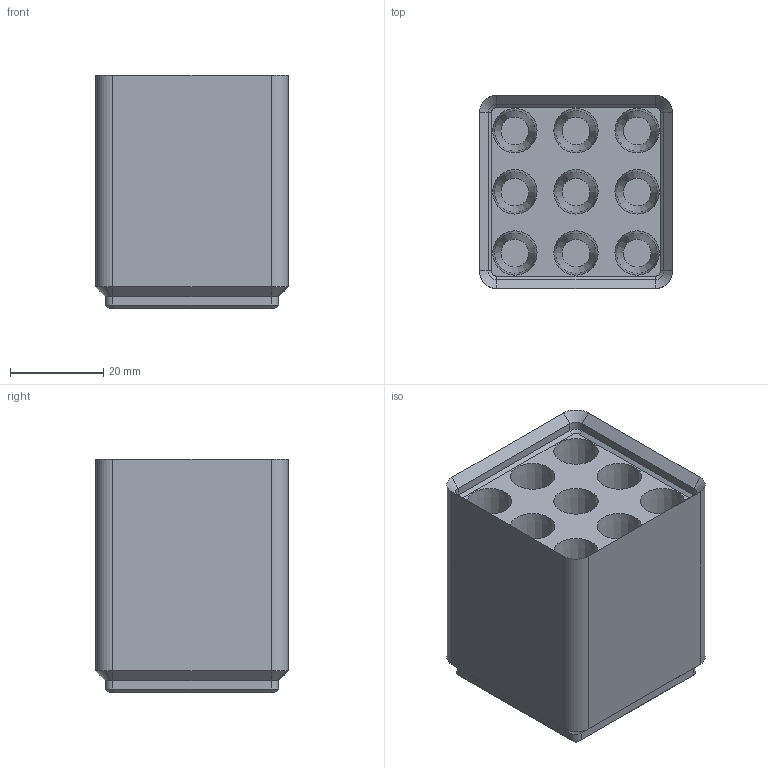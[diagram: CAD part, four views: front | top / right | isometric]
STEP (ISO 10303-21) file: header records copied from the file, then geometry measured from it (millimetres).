
FILE_DESCRIPTION(('Open CASCADE Model'),'2;1');
FILE_NAME('Open CASCADE Shape Model','2024-03-15T15:22:42',('Author'),( 'Open CASCADE'),'Open CASCADE STEP processor 7.5','Open CASCADE 7.5' ,'Unknown');
FILE_SCHEMA(('AUTOMOTIVE_DESIGN { 1 0 10303 214 1 1 1 1 }'));
Length unit declared in the file: millimetre
Products named in the file (1): Open CASCADE STEP translator 7.5 27
Bounding box: 41.5 x 41.5 x 50.2 mm (x, y, z)
Volume: 59409.5 mm3; surface area: 20510.1 mm2
Topology: 1 solids, 1 shells, 140 faces, 297 edges, 173 vertices
Faces by surface type: plane 68, cylinder 38, cone 34
Full cylindrical faces by diameter (mm): 3 x4, 6 x9, 6.5 x4, 8.8 x9
Entity records: 7464 total; most frequent: CARTESIAN_POINT 1431, DIRECTION 1133, ORIENTED_EDGE 594, PCURVE 594, DEFINITIONAL_REPRESENTATION 594, LINE 548, VECTOR 548, EDGE_CURVE 297
